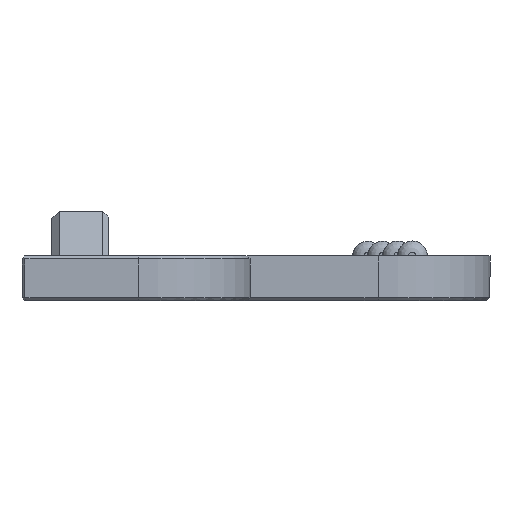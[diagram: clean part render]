
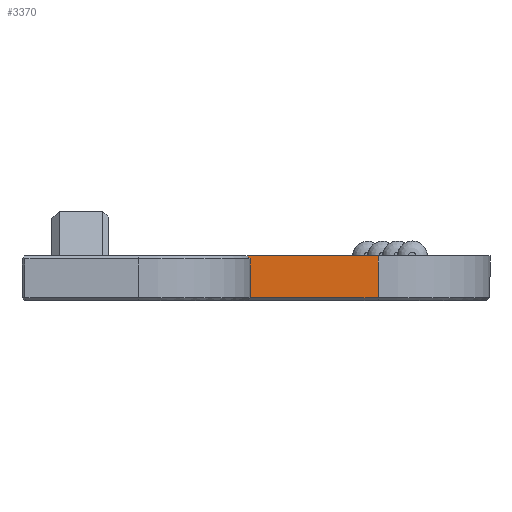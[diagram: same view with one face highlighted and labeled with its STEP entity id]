
A CAD part, left-side view. The second image highlights one B-rep face of the part: STEP entity #3370.
In plain terms, the highlighted face is planar.
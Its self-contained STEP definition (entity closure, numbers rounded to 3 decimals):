
#219=PLANE('',#3712);
#406=FACE_OUTER_BOUND('',#626,.T.);
#626=EDGE_LOOP('',(#2989,#2990,#2991,#2992,#2993));
#934=LINE('',#5593,#1278);
#937=LINE('',#5604,#1281);
#951=LINE('',#5655,#1295);
#952=LINE('',#5657,#1296);
#953=LINE('',#5658,#1297);
#1278=VECTOR('',#4506,10.);
#1281=VECTOR('',#4513,10.);
#1295=VECTOR('',#4555,10.);
#1296=VECTOR('',#4556,10.);
#1297=VECTOR('',#4557,10.);
#1691=VERTEX_POINT('',#5581);
#1695=VERTEX_POINT('',#5592);
#1698=VERTEX_POINT('',#5602);
#1715=VERTEX_POINT('',#5654);
#1716=VERTEX_POINT('',#5656);
#2121=EDGE_CURVE('',#1691,#1695,#934,.T.);
#2126=EDGE_CURVE('',#1691,#1698,#937,.T.);
#2149=EDGE_CURVE('',#1698,#1715,#951,.T.);
#2150=EDGE_CURVE('',#1716,#1715,#952,.T.);
#2151=EDGE_CURVE('',#1716,#1695,#953,.T.);
#2989=ORIENTED_EDGE('',*,*,#2121,.F.);
#2990=ORIENTED_EDGE('',*,*,#2126,.T.);
#2991=ORIENTED_EDGE('',*,*,#2149,.T.);
#2992=ORIENTED_EDGE('',*,*,#2150,.F.);
#2993=ORIENTED_EDGE('',*,*,#2151,.T.);
#3370=ADVANCED_FACE('',(#406),#219,.F.);
#3712=AXIS2_PLACEMENT_3D('',#5653,#4553,#4554);
#4506=DIRECTION('',(0.,1.,0.));
#4513=DIRECTION('',(-1.,0.,0.));
#4553=DIRECTION('center_axis',(0.,0.,1.));
#4554=DIRECTION('ref_axis',(1.,0.,0.));
#4555=DIRECTION('',(0.,1.,0.));
#4556=DIRECTION('',(-0.707,0.707,0.));
#4557=DIRECTION('',(1.,0.,0.));
#5581=CARTESIAN_POINT('',(12.8,-19.75,-166.638));
#5592=CARTESIAN_POINT('',(12.8,-11.19,-166.638));
#5593=CARTESIAN_POINT('',(12.8,-20.72,-166.638));
#5602=CARTESIAN_POINT('',(10.,-19.75,-166.638));
#5604=CARTESIAN_POINT('',(12.5,-19.75,-166.638));
#5653=CARTESIAN_POINT('Origin',(12.5,-20.97,-166.638));
#5654=CARTESIAN_POINT('',(10.,-10.99,-166.638));
#5655=CARTESIAN_POINT('',(10.,-20.97,-166.638));
#5656=CARTESIAN_POINT('',(10.2,-11.19,-166.638));
#5657=CARTESIAN_POINT('',(10.1,-11.09,-166.638));
#5658=CARTESIAN_POINT('',(62.,-11.19,-166.638));
